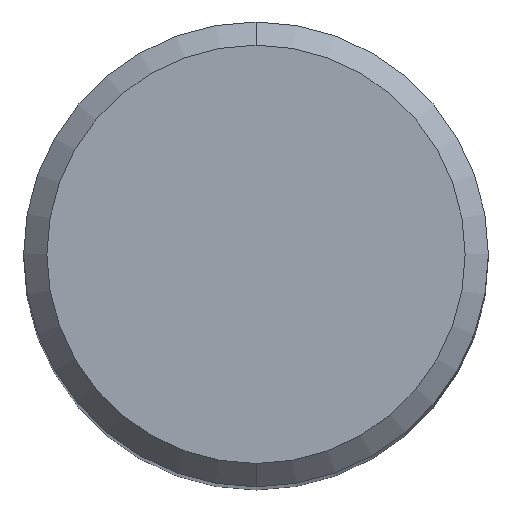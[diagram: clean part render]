
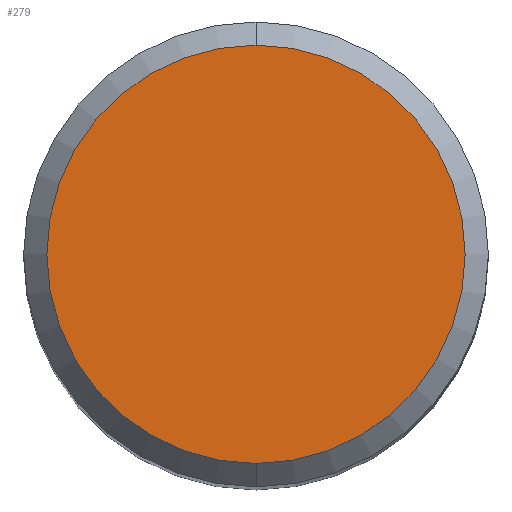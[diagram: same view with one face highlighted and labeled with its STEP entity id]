
A CAD part, top view. The second image highlights one B-rep face of the part: STEP entity #279.
In plain terms, the highlighted planar face has unit normal (0, 0, 1).
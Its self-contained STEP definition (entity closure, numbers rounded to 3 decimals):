
#279=ADVANCED_FACE('',(#597),#598,.T.);
#401=EDGE_CURVE('',#445,#421,#735,.T.);
#409=EDGE_CURVE('',#421,#445,#743,.T.);
#421=VERTEX_POINT('',#756);
#445=VERTEX_POINT('',#780);
#597=FACE_OUTER_BOUND('',#1092,.T.);
#598=PLANE('',#1093);
#735=CIRCLE('',#1345,4.5);
#743=CIRCLE('',#1357,4.5);
#756=CARTESIAN_POINT('',(0.0,4.5,0.0));
#780=CARTESIAN_POINT('',(0.,-4.5,0.0));
#1092=EDGE_LOOP('',(#1591,#1592));
#1093=AXIS2_PLACEMENT_3D('',#1593,#1594,#1595);
#1345=AXIS2_PLACEMENT_3D('',#1784,#1785,#1786);
#1357=AXIS2_PLACEMENT_3D('',#1796,#1797,#1798);
#1591=ORIENTED_EDGE('',*,*,#409,.F.);
#1592=ORIENTED_EDGE('',*,*,#401,.F.);
#1593=CARTESIAN_POINT('',(0.0,2.25,0.0));
#1594=DIRECTION('',(-0.0,0.0,1.0));
#1595=DIRECTION('',(0.0,-1.0,0.0));
#1784=CARTESIAN_POINT('',(0.0,0.0,0.0));
#1785=DIRECTION('',(0.0,0.0,-1.0));
#1786=DIRECTION('',(0.0,1.0,0.0));
#1796=CARTESIAN_POINT('',(0.0,0.0,0.0));
#1797=DIRECTION('',(0.0,0.0,-1.0));
#1798=DIRECTION('',(0.0,1.0,0.0));
